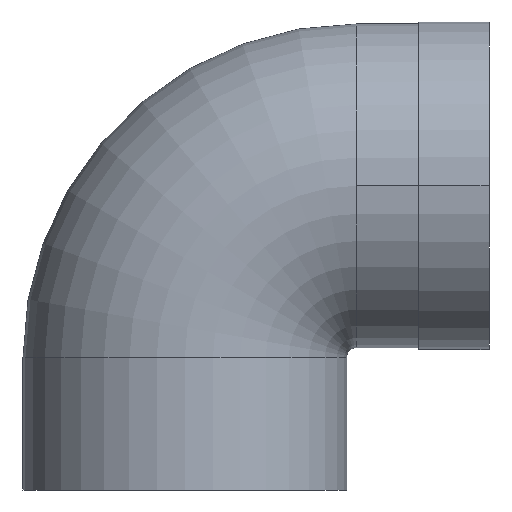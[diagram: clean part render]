
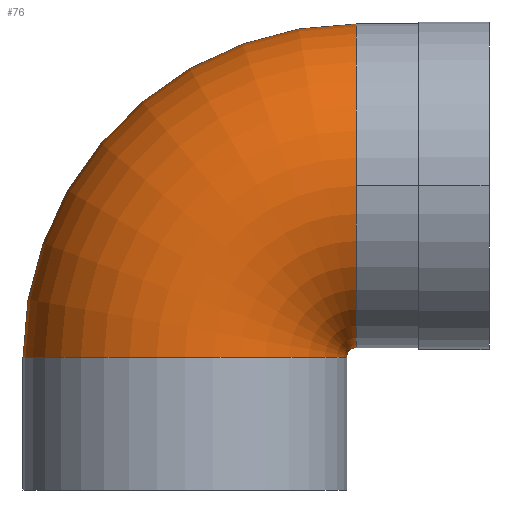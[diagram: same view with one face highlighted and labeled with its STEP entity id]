
A CAD part, front view. The second image highlights one B-rep face of the part: STEP entity #76.
In plain terms, the highlighted toroidal (fillet/blend) face has major radius 22 mm and minor radius 20.75 mm.
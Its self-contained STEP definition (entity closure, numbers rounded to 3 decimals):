
#76=ADVANCED_FACE('',(#151),#152,.T.);
#151=FACE_OUTER_BOUND('',#220,.T.);
#152=TOROIDAL_SURFACE('',#221,22.0,20.75);
#220=EDGE_LOOP('',(#367,#368,#369,#370,#371));
#221=AXIS2_PLACEMENT_3D('',#372,#373,#374);
#367=ORIENTED_EDGE('',*,*,#393,.T.);
#368=ORIENTED_EDGE('',*,*,#449,.T.);
#369=ORIENTED_EDGE('',*,*,#396,.T.);
#370=ORIENTED_EDGE('',*,*,#446,.T.);
#371=ORIENTED_EDGE('',*,*,#410,.T.);
#372=CARTESIAN_POINT('',(22.0,0.,17.0));
#373=DIRECTION('',(0.0,-1.0,0.0));
#374=DIRECTION('',(0.0,0.0,-1.0));
#393=EDGE_CURVE('',#455,#456,#457,.T.);
#396=EDGE_CURVE('',#462,#460,#463,.T.);
#410=EDGE_CURVE('',#485,#455,#486,.T.);
#446=EDGE_CURVE('',#460,#485,#535,.T.);
#449=EDGE_CURVE('',#456,#462,#538,.T.);
#455=VERTEX_POINT('',#544);
#456=VERTEX_POINT('',#545);
#457=CIRCLE('',#546,42.75);
#460=VERTEX_POINT('',#549);
#462=VERTEX_POINT('',#551);
#463=CIRCLE('',#552,1.25);
#485=VERTEX_POINT('',#773);
#486=CIRCLE('',#774,20.75);
#535=CIRCLE('',#1026,20.75);
#538=CIRCLE('',#1029,20.75);
#544=CARTESIAN_POINT('',(22.0,0.,59.75));
#545=CARTESIAN_POINT('',(-20.75,0.0,17.0));
#546=AXIS2_PLACEMENT_3D('',#1034,#1035,#1036);
#549=CARTESIAN_POINT('',(22.0,0.0,18.25));
#551=CARTESIAN_POINT('',(20.75,0.,17.0));
#552=AXIS2_PLACEMENT_3D('',#1043,#1044,#1045);
#773=CARTESIAN_POINT('',(22.0,-20.75,39.0));
#774=AXIS2_PLACEMENT_3D('',#1061,#1062,#1063);
#1026=AXIS2_PLACEMENT_3D('',#1113,#1114,#1115);
#1029=AXIS2_PLACEMENT_3D('',#1116,#1117,#1118);
#1034=CARTESIAN_POINT('',(22.0,0.,17.0));
#1035=DIRECTION('',(0.0,-1.0,0.0));
#1036=DIRECTION('',(0.0,0.0,-1.0));
#1043=CARTESIAN_POINT('',(22.0,0.,17.0));
#1044=DIRECTION('',(-0.0,1.0,0.0));
#1045=DIRECTION('',(0.0,0.0,-1.0));
#1061=CARTESIAN_POINT('',(22.0,0.,39.0));
#1062=DIRECTION('',(-1.0,-0.0,0.0));
#1063=DIRECTION('',(0.0,0.,-1.0));
#1113=CARTESIAN_POINT('',(22.0,0.,39.0));
#1114=DIRECTION('',(-1.0,-0.0,0.0));
#1115=DIRECTION('',(0.0,0.,-1.0));
#1116=CARTESIAN_POINT('',(0.0,0.0,17.0));
#1117=DIRECTION('',(0.0,0.0,1.0));
#1118=DIRECTION('',(-1.0,0.0,0.0));
